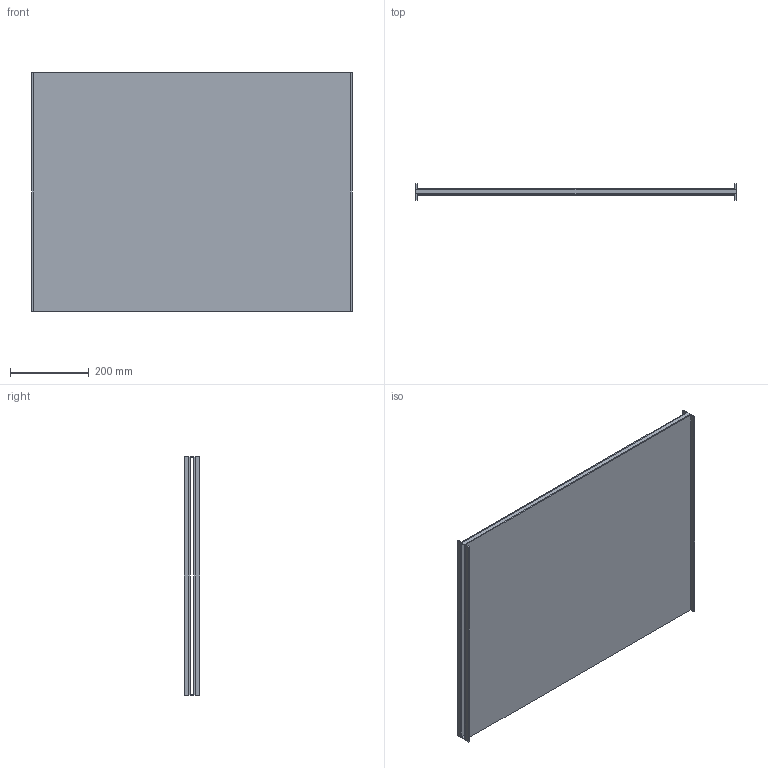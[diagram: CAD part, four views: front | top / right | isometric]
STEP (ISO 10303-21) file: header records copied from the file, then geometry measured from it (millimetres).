
FILE_DESCRIPTION(('FreeCAD Model'),'2;1');
FILE_NAME('Frame_muon_us.step', '2021-02-03T09:30:43',('Author'),(''), 'Open CASCADE STEP processor 7.3','FreeCAD','Unknown');
FILE_SCHEMA(('AUTOMOTIVE_DESIGN { 1 0 10303 214 1 1 1 1 }'));
Length unit declared in the file: millimetre
Products named in the file (1): Group
Bounding box: 814 x 40 x 607 mm (x, y, z)
Volume: 3100836 mm3; surface area: 2074916 mm2
Topology: 1 solids, 1 shells, 40 faces, 88 edges, 48 vertices
Faces by surface type: plane 40
Entity records: 2476 total; most frequent: CARTESIAN_POINT 353, DIRECTION 346, LINE 264, VECTOR 264, ORIENTED_EDGE 176, PCURVE 176, DEFINITIONAL_REPRESENTATION 176, EDGE_CURVE 88
